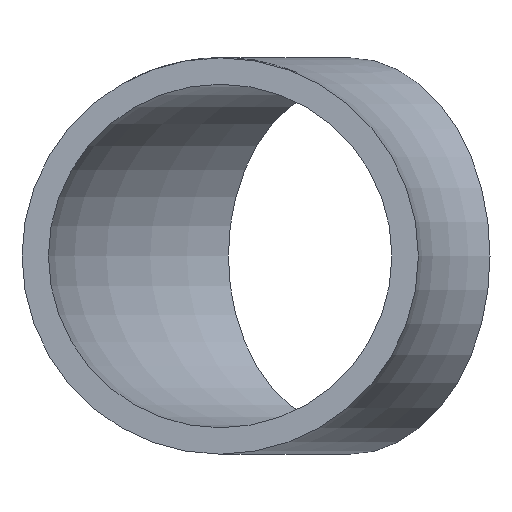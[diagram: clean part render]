
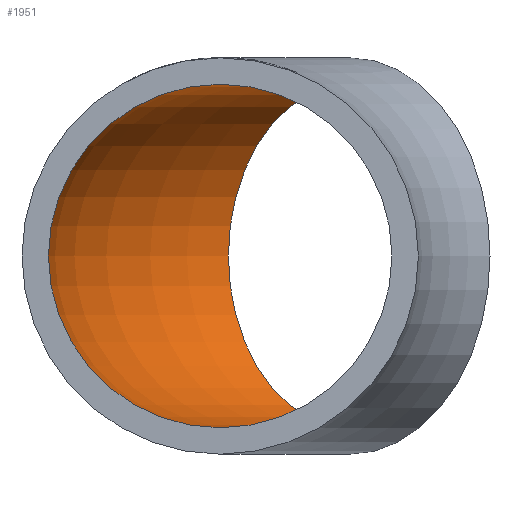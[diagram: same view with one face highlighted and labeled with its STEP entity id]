
A CAD part, front view. The second image highlights one B-rep face of the part: STEP entity #1951.
In plain terms, the highlighted toroidal (fillet/blend) face has major radius 33.5 mm and minor radius 13 mm.
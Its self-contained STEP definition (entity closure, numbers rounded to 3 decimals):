
#696 = VERTEX_POINT ( 'NONE', #13576 ) ;
#982 = ORIENTED_EDGE ( 'NONE', *, *, #9440, .T. ) ;
#1205 = DIRECTION ( 'NONE',  ( -1., 0., 0. ) ) ;
#1306 = EDGE_LOOP ( 'NONE', ( #14587 ) ) ;
#1951 = ADVANCED_FACE ( 'NONE', ( #6799, #3424 ), #4676, .F. ) ;
#2676 = CARTESIAN_POINT ( 'NONE',  ( -33.5, 0., 0. ) ) ;
#3424 = FACE_OUTER_BOUND ( 'NONE', #1306, .T. ) ;
#4372 = CARTESIAN_POINT ( 'NONE',  ( -32.88, 32.88, 0. ) ) ;
#4676 = TOROIDAL_SURFACE ( 'NONE', #11941, 33.5, 13. ) ;
#5018 = DIRECTION ( 'NONE',  ( 0.707, 0.707, 0. ) ) ;
#5697 = EDGE_LOOP ( 'NONE', ( #982 ) ) ;
#5928 = CARTESIAN_POINT ( 'NONE',  ( -23.688, 23.688, 0. ) ) ;
#6799 = FACE_OUTER_BOUND ( 'NONE', #5697, .T. ) ;
#7125 = AXIS2_PLACEMENT_3D ( 'NONE', #2676, #11907, #14333 ) ;
#8331 = CIRCLE ( 'NONE', #7125, 13. ) ;
#9440 = EDGE_CURVE ( 'NONE', #11131, #11131, #13784, .T. ) ;
#9637 = DIRECTION ( 'NONE',  ( -0.707, 0.707, 0. ) ) ;
#11131 = VERTEX_POINT ( 'NONE', #4372 ) ;
#11343 = AXIS2_PLACEMENT_3D ( 'NONE', #5928, #5018, #9637 ) ;
#11422 = DIRECTION ( 'NONE',  ( 0., 0., -1. ) ) ;
#11907 = DIRECTION ( 'NONE',  ( 0., 1., 0. ) ) ;
#11941 = AXIS2_PLACEMENT_3D ( 'NONE', #13858, #11422, #1205 ) ;
#13576 = CARTESIAN_POINT ( 'NONE',  ( -33.5, 0., 13. ) ) ;
#13784 = CIRCLE ( 'NONE', #11343, 13. ) ;
#13858 = CARTESIAN_POINT ( 'NONE',  ( 0., 0., 0. ) ) ;
#14333 = DIRECTION ( 'NONE',  ( 0., 0., 1. ) ) ;
#14587 = ORIENTED_EDGE ( 'NONE', *, *, #14967, .F. ) ;
#14967 = EDGE_CURVE ( 'NONE', #696, #696, #8331, .T. ) ;
